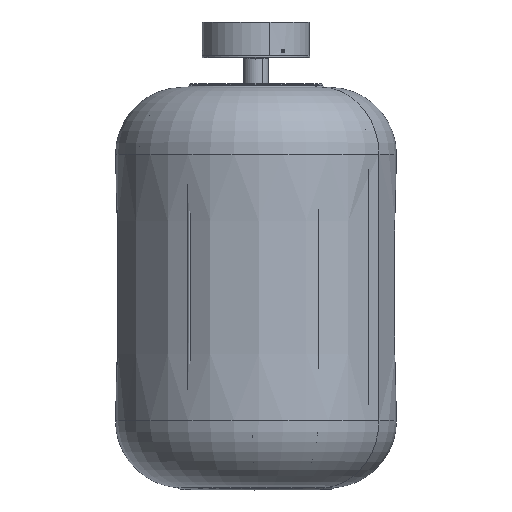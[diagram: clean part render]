
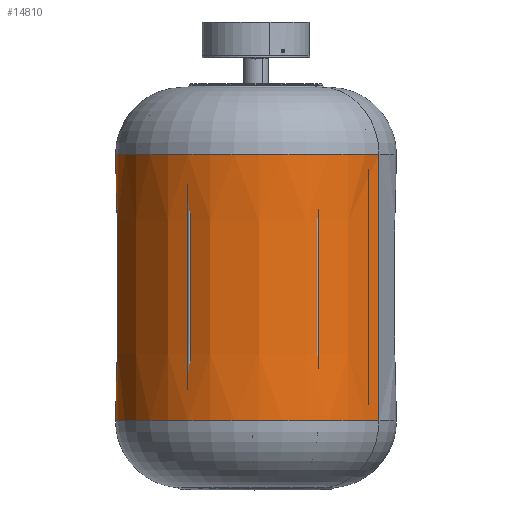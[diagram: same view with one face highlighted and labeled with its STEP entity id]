
A CAD part, top view. The second image highlights one B-rep face of the part: STEP entity #14810.
In plain terms, the highlighted conical face has half-angle 0 degrees and reference radius 158.235 mm.
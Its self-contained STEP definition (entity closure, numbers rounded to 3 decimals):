
#113 = LINE ( 'NONE', #36838, #4199 ) ;
#457 = AXIS2_PLACEMENT_3D ( 'NONE', #10093, #16468, #22872 ) ;
#519 = EDGE_CURVE ( 'NONE', #29615, #14313, #35111, .T. ) ;
#2688 = CONICAL_SURFACE ( 'NONE', #11614, 158.235, 0. ) ;
#3312 = DIRECTION ( 'NONE',  ( 0., -1., 0. ) ) ;
#3339 = CARTESIAN_POINT ( 'NONE',  ( 0., 150.116, 158.235 ) ) ;
#4199 = VECTOR ( 'NONE', #3312, 1000. ) ;
#4549 = DIRECTION ( 'NONE',  ( 0., -1., 0. ) ) ;
#5149 = VECTOR ( 'NONE', #4549, 1000. ) ;
#7839 = DIRECTION ( 'NONE',  ( 0., -1., 0. ) ) ;
#8333 = CARTESIAN_POINT ( 'NONE',  ( 0., -150., -158.235 ) ) ;
#8550 = VERTEX_POINT ( 'NONE', #10105 ) ;
#9611 = EDGE_CURVE ( 'NONE', #8550, #14313, #33525, .T. ) ;
#10093 = CARTESIAN_POINT ( 'NONE',  ( 0., 150.116, 0. ) ) ;
#10105 = CARTESIAN_POINT ( 'NONE',  ( 0., -150., 158.235 ) ) ;
#11614 = AXIS2_PLACEMENT_3D ( 'NONE', #29402, #7839, #35014 ) ;
#14234 = FACE_OUTER_BOUND ( 'NONE', #29676, .T. ) ;
#14313 = VERTEX_POINT ( 'NONE', #36133 ) ;
#14810 = ADVANCED_FACE ( 'NONE', ( #14234 ), #2688, .F. ) ;
#15596 = DIRECTION ( 'NONE',  ( 0., 1., 0. ) ) ;
#16269 = CARTESIAN_POINT ( 'NONE',  ( 0., 150.116, -158.235 ) ) ;
#16468 = DIRECTION ( 'NONE',  ( 0., 1., 0. ) ) ;
#17015 = ORIENTED_EDGE ( 'NONE', *, *, #519, .T. ) ;
#21929 = VERTEX_POINT ( 'NONE', #3339 ) ;
#22066 = AXIS2_PLACEMENT_3D ( 'NONE', #22385, #15596, #37158 ) ;
#22311 = ORIENTED_EDGE ( 'NONE', *, *, #29643, .T. ) ;
#22385 = CARTESIAN_POINT ( 'NONE',  ( 0., -150., 0. ) ) ;
#22872 = DIRECTION ( 'NONE',  ( 0., 0., 1. ) ) ;
#24057 = CIRCLE ( 'NONE', #457, 158.235 ) ;
#27759 = ORIENTED_EDGE ( 'NONE', *, *, #37827, .F. ) ;
#29402 = CARTESIAN_POINT ( 'NONE',  ( 0., -150., 0. ) ) ;
#29615 = VERTEX_POINT ( 'NONE', #16269 ) ;
#29643 = EDGE_CURVE ( 'NONE', #21929, #29615, #24057, .T. ) ;
#29676 = EDGE_LOOP ( 'NONE', ( #27759, #22311, #17015, #29792 ) ) ;
#29792 = ORIENTED_EDGE ( 'NONE', *, *, #9611, .F. ) ;
#33525 = CIRCLE ( 'NONE', #22066, 158.235 ) ;
#35014 = DIRECTION ( 'NONE',  ( 0., 0., -1. ) ) ;
#35111 = LINE ( 'NONE', #8333, #5149 ) ;
#36133 = CARTESIAN_POINT ( 'NONE',  ( 0., -150., -158.235 ) ) ;
#36838 = CARTESIAN_POINT ( 'NONE',  ( 0., -150., 158.235 ) ) ;
#37158 = DIRECTION ( 'NONE',  ( 0., 0., 1. ) ) ;
#37827 = EDGE_CURVE ( 'NONE', #21929, #8550, #113, .T. ) ;
